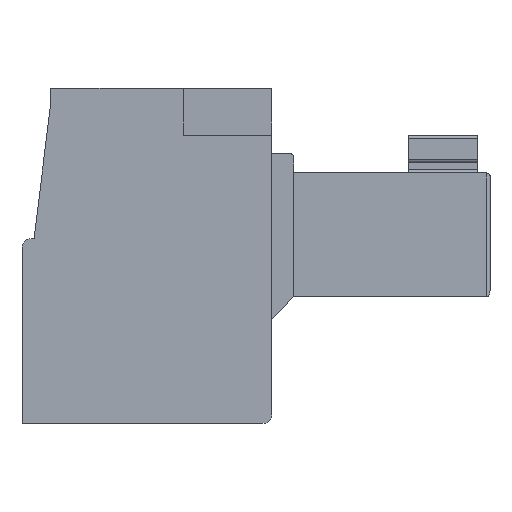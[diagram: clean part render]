
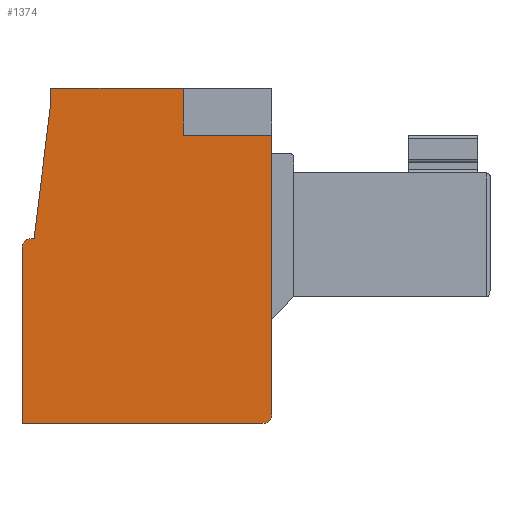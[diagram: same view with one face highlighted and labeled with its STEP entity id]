
A CAD part, left-side view. The second image highlights one B-rep face of the part: STEP entity #1374.
In plain terms, the highlighted planar face has unit normal (-1, 0, 0).
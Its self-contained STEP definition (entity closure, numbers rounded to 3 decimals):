
#94=PLANE('',#1542);
#157=FACE_OUTER_BOUND('',#239,.T.);
#239=EDGE_LOOP('',(#1024,#1025,#1026,#1027,#1028,#1029,#1030,#1031,#1032,
#1033,#1034));
#316=LINE('',#2086,#467);
#328=LINE('',#2112,#479);
#345=LINE('',#2155,#496);
#353=LINE('',#2171,#504);
#354=LINE('',#2176,#505);
#355=LINE('',#2179,#506);
#356=LINE('',#2181,#507);
#357=LINE('',#2183,#508);
#358=LINE('',#2184,#509);
#467=VECTOR('',#1669,10.);
#479=VECTOR('',#1687,10.);
#496=VECTOR('',#1722,10.);
#504=VECTOR('',#1736,10.);
#505=VECTOR('',#1741,10.);
#506=VECTOR('',#1744,10.);
#507=VECTOR('',#1745,10.);
#508=VECTOR('',#1746,10.);
#509=VECTOR('',#1747,10.);
#622=CIRCLE('',#1543,0.3);
#623=CIRCLE('',#1544,0.3);
#654=VERTEX_POINT('',#2083);
#655=VERTEX_POINT('',#2085);
#665=VERTEX_POINT('',#2109);
#666=VERTEX_POINT('',#2111);
#683=VERTEX_POINT('',#2154);
#688=VERTEX_POINT('',#2169);
#689=VERTEX_POINT('',#2173);
#690=VERTEX_POINT('',#2174);
#691=VERTEX_POINT('',#2178);
#692=VERTEX_POINT('',#2180);
#693=VERTEX_POINT('',#2182);
#779=EDGE_CURVE('',#654,#655,#316,.T.);
#791=EDGE_CURVE('',#665,#666,#328,.T.);
#812=EDGE_CURVE('',#655,#683,#345,.T.);
#821=EDGE_CURVE('',#688,#654,#353,.T.);
#822=EDGE_CURVE('',#689,#690,#622,.T.);
#823=EDGE_CURVE('',#666,#689,#354,.T.);
#824=EDGE_CURVE('',#683,#665,#623,.T.);
#825=EDGE_CURVE('',#691,#688,#355,.T.);
#826=EDGE_CURVE('',#692,#691,#356,.T.);
#827=EDGE_CURVE('',#693,#692,#357,.T.);
#828=EDGE_CURVE('',#690,#693,#358,.T.);
#1024=ORIENTED_EDGE('',*,*,#822,.F.);
#1025=ORIENTED_EDGE('',*,*,#823,.F.);
#1026=ORIENTED_EDGE('',*,*,#791,.F.);
#1027=ORIENTED_EDGE('',*,*,#824,.F.);
#1028=ORIENTED_EDGE('',*,*,#812,.F.);
#1029=ORIENTED_EDGE('',*,*,#779,.F.);
#1030=ORIENTED_EDGE('',*,*,#821,.F.);
#1031=ORIENTED_EDGE('',*,*,#825,.F.);
#1032=ORIENTED_EDGE('',*,*,#826,.F.);
#1033=ORIENTED_EDGE('',*,*,#827,.F.);
#1034=ORIENTED_EDGE('',*,*,#828,.F.);
#1374=ADVANCED_FACE('',(#157),#94,.F.);
#1542=AXIS2_PLACEMENT_3D('',#2172,#1737,#1738);
#1543=AXIS2_PLACEMENT_3D('',#2175,#1739,#1740);
#1544=AXIS2_PLACEMENT_3D('',#2177,#1742,#1743);
#1669=DIRECTION('',(0.,-1.,0.));
#1687=DIRECTION('',(0.,1.,0.));
#1722=DIRECTION('',(0.,0.,-1.));
#1736=DIRECTION('',(0.,0.,-1.));
#1737=DIRECTION('center_axis',(1.,0.,0.));
#1738=DIRECTION('ref_axis',(0.,0.,-1.));
#1739=DIRECTION('center_axis',(1.,0.,0.));
#1740=DIRECTION('ref_axis',(0.,1.,0.));
#1741=DIRECTION('',(0.,0.,1.));
#1742=DIRECTION('center_axis',(1.,0.,0.));
#1743=DIRECTION('ref_axis',(0.,-1.,0.));
#1744=DIRECTION('',(0.,-1.,0.));
#1745=DIRECTION('',(0.,0.,1.));
#1746=DIRECTION('',(0.,-0.122,0.993));
#1747=DIRECTION('',(0.,-1.,0.));
#2083=CARTESIAN_POINT('',(-2.54,11.85,6.12));
#2085=CARTESIAN_POINT('',(-2.54,8.93,6.12));
#2086=CARTESIAN_POINT('',(-2.54,11.85,6.12));
#2109=CARTESIAN_POINT('',(-2.54,9.23,-3.43));
#2111=CARTESIAN_POINT('',(-2.54,17.2,-3.43));
#2112=CARTESIAN_POINT('',(-2.54,9.23,-3.43));
#2154=CARTESIAN_POINT('',(-2.54,8.93,-3.13));
#2155=CARTESIAN_POINT('',(-2.54,8.93,6.12));
#2169=CARTESIAN_POINT('',(-2.54,11.85,7.67));
#2171=CARTESIAN_POINT('',(-2.54,11.85,7.67));
#2172=CARTESIAN_POINT('Origin',(-2.54,13.045,1.901));
#2173=CARTESIAN_POINT('',(-2.54,17.2,2.4));
#2174=CARTESIAN_POINT('',(-2.54,16.9,2.7));
#2175=CARTESIAN_POINT('Origin',(-2.54,16.9,2.4));
#2176=CARTESIAN_POINT('',(-2.54,17.2,-3.43));
#2177=CARTESIAN_POINT('Origin',(-2.54,9.23,-3.13));
#2178=CARTESIAN_POINT('',(-2.54,16.25,7.67));
#2179=CARTESIAN_POINT('',(-2.54,16.25,7.67));
#2180=CARTESIAN_POINT('',(-2.54,16.25,7.17));
#2181=CARTESIAN_POINT('',(-2.54,16.25,7.17));
#2182=CARTESIAN_POINT('',(-2.54,16.8,2.7));
#2183=CARTESIAN_POINT('',(-2.54,16.8,2.7));
#2184=CARTESIAN_POINT('',(-2.54,16.9,2.7));
